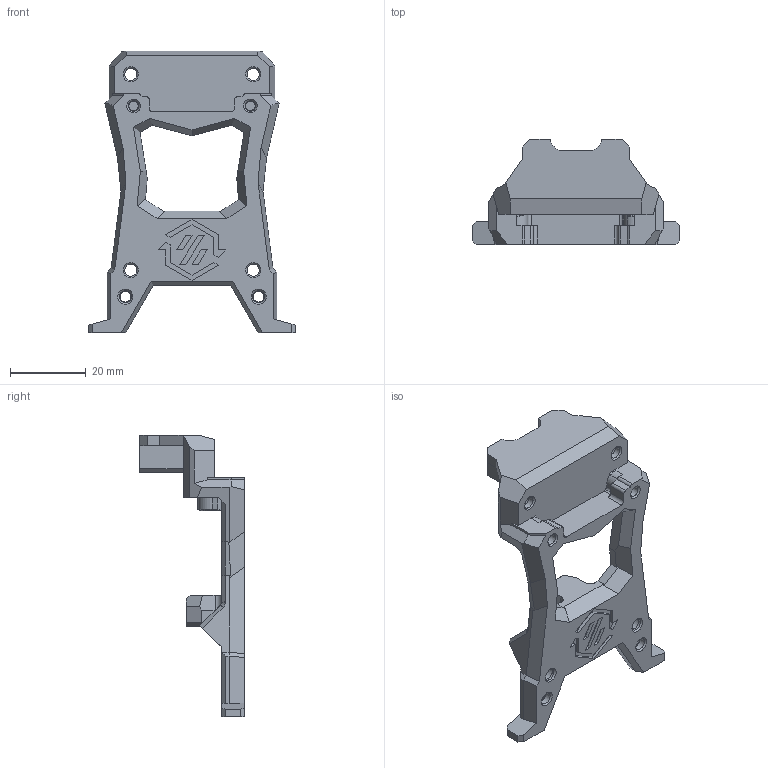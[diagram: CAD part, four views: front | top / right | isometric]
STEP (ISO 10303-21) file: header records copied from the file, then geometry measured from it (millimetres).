
FILE_DESCRIPTION(/* description */ (''),/* implementation_level */ '2;1');
FILE_NAME(/* name */ 'StealthChanger_Stealthburner.step',/* time_stamp */ '2024-03-12T00:59:40Z',/* author */ (''),/* organization */ (''),/* preprocessor_version */ 'ST-DEVELOPER v20',/* originating_system */ 'Autodesk Translation Framework v12.20.1.177',/* authorisation */ '');
FILE_SCHEMA (('AUTOMOTIVE_DESIGN { 1 0 10303 214 3 1 1 }'));
Length unit declared in the file: millimetre
Products named in the file (4): StealthChanger_Tripod; Stealth Burner; StealthChanger (1); Plate (1)
Assembly tree (3 placements, depth 4):
  StealthChanger_Tripod
    Stealth Burner
      StealthChanger (1)
        Plate (1)
Bounding box: 54.7 x 27.58 x 74.12 mm (x, y, z)
Volume: 15511.5 mm3; surface area: 10095.8 mm2
Topology: 1 solids, 1 shells, 403 faces, 1088 edges, 704 vertices
Faces by surface type: plane 297, cylinder 71, bspline 20, cone 15
Full cylindrical faces by diameter (mm): 2.529 x8, 2.8 x12, 3.2 x6, 4.7 x4
Entity records: 21381 total; most frequent: CARTESIAN_POINT 11318, ORIENTED_EDGE 2176, DIRECTION 1889, EDGE_CURVE 1088, LINE 847, VECTOR 847, VERTEX_POINT 704, AXIS2_PLACEMENT_3D 521
